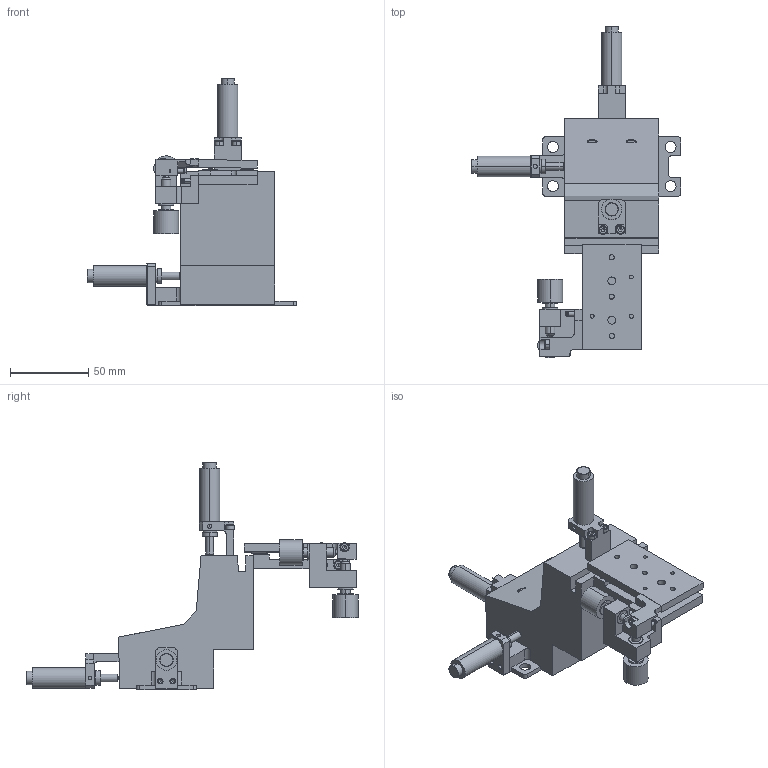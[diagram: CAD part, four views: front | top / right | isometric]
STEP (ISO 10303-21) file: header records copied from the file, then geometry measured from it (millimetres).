
FILE_DESCRIPTION (( 'STEP AP214' ), '1' );
FILE_NAME ('519200.STEP', '2019-10-23T08:27:50', ( 'user' ), ( '微软中国' ), 'SwSTEP 2.0', 'SolidWorks 2016', '' );
FILE_SCHEMA (( 'AUTOMOTIVE_DESIGN' ));
Length unit declared in the file: millimetre
Products named in the file (1): 519200
Bounding box: 133.5 x 211.5 x 145 mm (x, y, z)
Volume: 331021.3 mm3; surface area: 67887.8 mm2
Topology: 31 solids, 31 shells, 619 faces, 1449 edges, 917 vertices
Faces by surface type: plane 264, cylinder 230, cone 98, bspline 25, torus 2
Entity records: 23316 total; most frequent: CARTESIAN_POINT 3968, DIRECTION 3115, ORIENTED_EDGE 2832, EDGE_CURVE 1416, AXIS2_PLACEMENT_3D 1163, VERTEX_POINT 916, VECTOR 789, LINE 789
